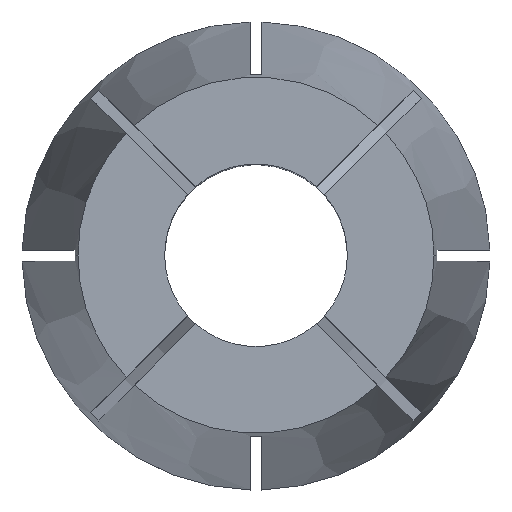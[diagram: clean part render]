
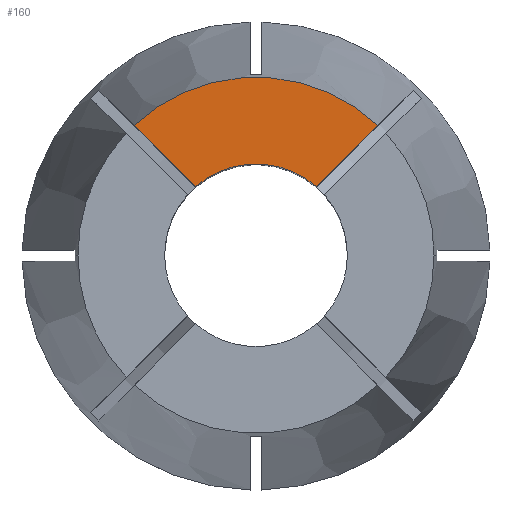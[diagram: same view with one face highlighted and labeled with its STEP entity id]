
A CAD part, top view. The second image highlights one B-rep face of the part: STEP entity #160.
In plain terms, the highlighted planar face has unit normal (0, 0, 1).
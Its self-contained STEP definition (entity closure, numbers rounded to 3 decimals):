
#28 = DIRECTION ( 'NONE',  ( 0.707, 0.707, 0. ) ) ;
#64 = CARTESIAN_POINT ( 'NONE',  ( 0., 0., 0. ) ) ;
#160 = ADVANCED_FACE ( 'NONE', ( #609 ), #162, .F. ) ;
#162 = PLANE ( 'NONE',  #1510 ) ;
#171 = CIRCLE ( 'NONE', #659, 8. ) ;
#283 = EDGE_CURVE ( 'NONE', #750, #555, #1307, .T. ) ;
#407 = ORIENTED_EDGE ( 'NONE', *, *, #1478, .T. ) ;
#486 = VERTEX_POINT ( 'NONE', #1393 ) ;
#526 = DIRECTION ( 'NONE',  ( 0., 0., -1. ) ) ;
#527 = DIRECTION ( 'NONE',  ( 1., 0., 0. ) ) ;
#554 = AXIS2_PLACEMENT_3D ( 'NONE', #64, #1889, #580 ) ;
#555 = VERTEX_POINT ( 'NONE', #1041 ) ;
#576 = CARTESIAN_POINT ( 'NONE',  ( -10.668, 11.376, 0. ) ) ;
#580 = DIRECTION ( 'NONE',  ( 1., 0., 0. ) ) ;
#609 = FACE_OUTER_BOUND ( 'NONE', #613, .T. ) ;
#613 = EDGE_LOOP ( 'NONE', ( #1061, #987, #407, #1603 ) ) ;
#625 = DIRECTION ( 'NONE',  ( 0.707, -0.707, 0. ) ) ;
#638 = CARTESIAN_POINT ( 'NONE',  ( -0.354, 0.354, 0. ) ) ;
#659 = AXIS2_PLACEMENT_3D ( 'NONE', #884, #706, #527 ) ;
#706 = DIRECTION ( 'NONE',  ( 0., 0., 1. ) ) ;
#723 = DIRECTION ( 'NONE',  ( -1., 0., 0. ) ) ;
#750 = VERTEX_POINT ( 'NONE', #576 ) ;
#833 = CARTESIAN_POINT ( 'NONE',  ( 0., 0., 0. ) ) ;
#884 = CARTESIAN_POINT ( 'NONE',  ( 0., 0., 0. ) ) ;
#975 = VECTOR ( 'NONE', #28, 1000. ) ;
#987 = ORIENTED_EDGE ( 'NONE', *, *, #2052, .T. ) ;
#1041 = CARTESIAN_POINT ( 'NONE',  ( -5.292, 5.999, 0. ) ) ;
#1061 = ORIENTED_EDGE ( 'NONE', *, *, #1809, .F. ) ;
#1138 = CARTESIAN_POINT ( 'NONE',  ( 5.292, 5.999, 0. ) ) ;
#1258 = VECTOR ( 'NONE', #625, 1000. ) ;
#1307 = LINE ( 'NONE', #1439, #1258 ) ;
#1393 = CARTESIAN_POINT ( 'NONE',  ( 10.668, 11.376, 0. ) ) ;
#1439 = CARTESIAN_POINT ( 'NONE',  ( 0.354, 0.354, 0. ) ) ;
#1478 = EDGE_CURVE ( 'NONE', #486, #750, #1492, .T. ) ;
#1492 = CIRCLE ( 'NONE', #554, 15.595 ) ;
#1510 = AXIS2_PLACEMENT_3D ( 'NONE', #833, #526, #723 ) ;
#1603 = ORIENTED_EDGE ( 'NONE', *, *, #283, .T. ) ;
#1748 = VERTEX_POINT ( 'NONE', #1138 ) ;
#1809 = EDGE_CURVE ( 'NONE', #1748, #555, #171, .T. ) ;
#1824 = LINE ( 'NONE', #638, #975 ) ;
#1889 = DIRECTION ( 'NONE',  ( 0., 0., 1. ) ) ;
#2052 = EDGE_CURVE ( 'NONE', #1748, #486, #1824, .T. ) ;
